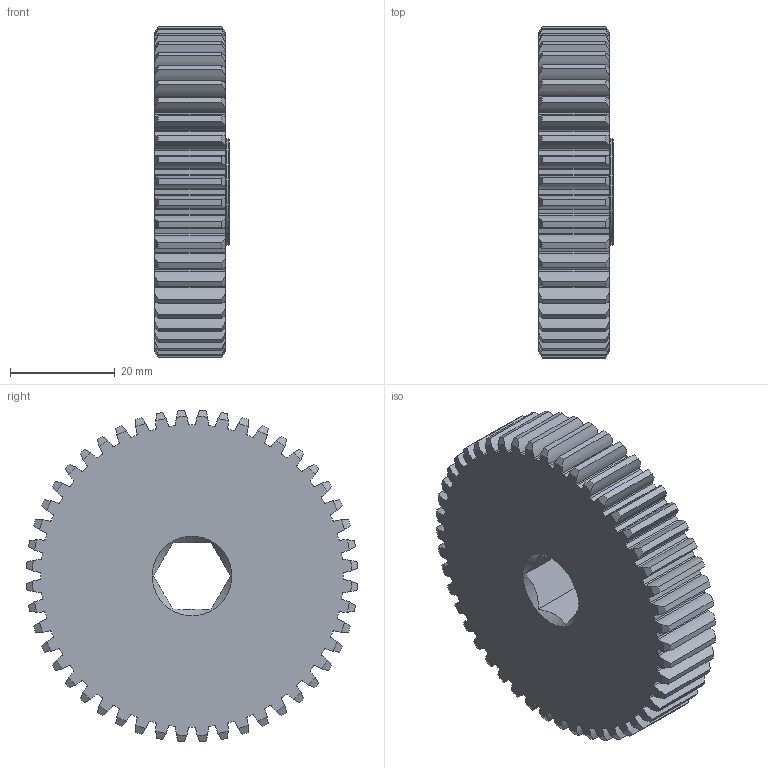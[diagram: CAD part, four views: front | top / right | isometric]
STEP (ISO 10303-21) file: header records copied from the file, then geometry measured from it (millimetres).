
FILE_DESCRIPTION((''),'2;1');
FILE_NAME('AM-0128a.stp','2008-01-03T18:55:21',('Owner'),(''),'Autodesk Inventor (R) 6.0','Autodesk Inventor (R) 6.0','');
FILE_SCHEMA(('AUTOMOTIVE_DESIGN { 1 0 10303 214 1 1 1 1 }'));
Length unit declared in the file: inch
Products named in the file (1): AM-0128 Large Final Gear 48T
Bounding box: 14.3 x 63.43 x 63.43 mm (x, y, z)
Volume: 37308.9 mm3; surface area: 11384.1 mm2
Topology: 1 solids, 1 shells, 403 faces, 1210 edges, 810 vertices
Faces by surface type: cylinder 290, cone 100, plane 9, bspline 2, torus 2
Entity records: 14295 total; most frequent: CARTESIAN_POINT 3136, DIRECTION 2492, ORIENTED_EDGE 2420, EDGE_CURVE 1210, AXIS2_PLACEMENT_3D 1096, VERTEX_POINT 810, CIRCLE 694, EDGE_LOOP 406
